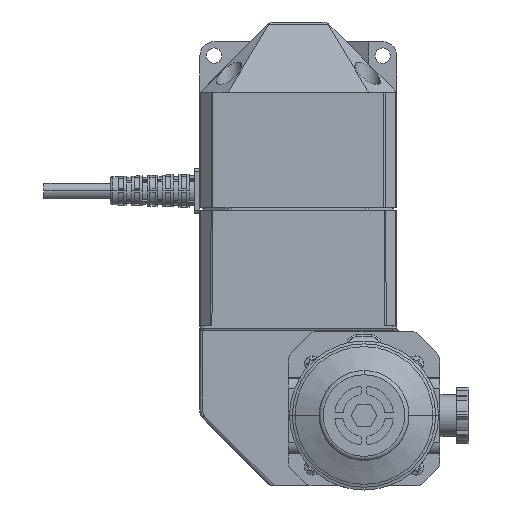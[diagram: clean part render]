
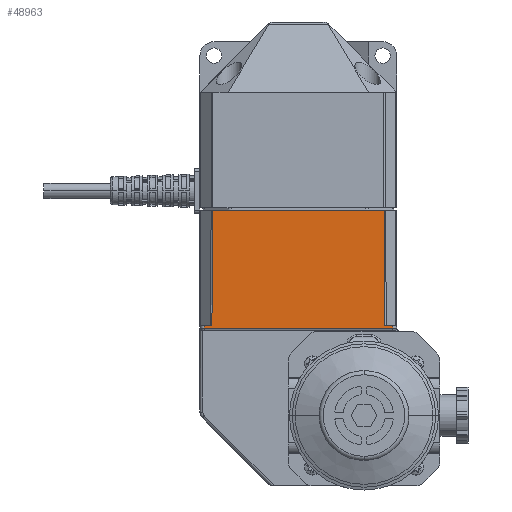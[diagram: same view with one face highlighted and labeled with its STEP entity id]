
A CAD part, left-side view. The second image highlights one B-rep face of the part: STEP entity #48963.
In plain terms, the highlighted planar face has unit normal (-1, 0, 0).
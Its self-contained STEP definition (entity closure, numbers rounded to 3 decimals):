
#688 = DIRECTION ( 'NONE',  ( 0., 0.005, 1. ) ) ;
#689 = VECTOR ( 'NONE', #688, 1000. ) ;
#690 = CARTESIAN_POINT ( 'NONE',  ( -86.567, 82.907, 43.913 ) ) ;
#691 = LINE ( 'NONE', #690, #689 ) ;
#693 = CARTESIAN_POINT ( 'NONE',  ( -86.567, 82.707, 3. ) ) ;
#694 = DIRECTION ( 'NONE',  ( 0., -1., 0. ) ) ;
#695 = VECTOR ( 'NONE', #694, 1000. ) ;
#696 = CARTESIAN_POINT ( 'NONE',  ( -86.567, 82.407, 3. ) ) ;
#697 = LINE ( 'NONE', #696, #695 ) ;
#719 = DIRECTION ( 'NONE',  ( 1., 0., 0. ) ) ;
#720 = AXIS2_PLACEMENT_3D ( 'NONE', #722, #719, #782 ) ;
#721 = LINE ( 'NONE', #781, #780 ) ;
#722 = CARTESIAN_POINT ( 'NONE',  ( -86.567, 65.107, 44. ) ) ;
#723 = PLANE ( 'NONE',  #720 ) ;
#724 = FACE_OUTER_BOUND ( 'NONE', #48967, .T. ) ;
#736 = DIRECTION ( 'NONE',  ( 0., -1., 0. ) ) ;
#737 = VECTOR ( 'NONE', #736, 1000. ) ;
#738 = CARTESIAN_POINT ( 'NONE',  ( -86.567, 144.507, 3. ) ) ;
#739 = LINE ( 'NONE', #738, #737 ) ;
#740 = CARTESIAN_POINT ( 'NONE',  ( -86.567, 144.208, 3. ) ) ;
#741 = DIRECTION ( 'NONE',  ( 0., 0.005, -1. ) ) ;
#742 = VECTOR ( 'NONE', #741, 1000. ) ;
#743 = CARTESIAN_POINT ( 'NONE',  ( -86.567, 144.005, 44.386 ) ) ;
#744 = LINE ( 'NONE', #743, #742 ) ;
#745 = CARTESIAN_POINT ( 'NONE',  ( -86.567, 144.007, 44. ) ) ;
#746 = DIRECTION ( 'NONE',  ( 0., -1., 0. ) ) ;
#747 = VECTOR ( 'NONE', #746, 1000. ) ;
#748 = CARTESIAN_POINT ( 'NONE',  ( -86.567, 65.107, 44. ) ) ;
#749 = LINE ( 'NONE', #748, #747 ) ;
#750 = CARTESIAN_POINT ( 'NONE',  ( -86.567, 82.907, 44. ) ) ;
#767 = CARTESIAN_POINT ( 'NONE',  ( -86.567, 79.957, 3. ) ) ;
#768 = DIRECTION ( 'NONE',  ( 0., 0., 1. ) ) ;
#769 = VECTOR ( 'NONE', #768, 1000. ) ;
#770 = CARTESIAN_POINT ( 'NONE',  ( -86.567, 79.957, 44. ) ) ;
#771 = LINE ( 'NONE', #770, #769 ) ;
#772 = CARTESIAN_POINT ( 'NONE',  ( -86.567, 79.957, 2.1 ) ) ;
#773 = DIRECTION ( 'NONE',  ( 0., -1., 0. ) ) ;
#774 = VECTOR ( 'NONE', #773, 1000. ) ;
#775 = CARTESIAN_POINT ( 'NONE',  ( -86.567, 65.107, 2.1 ) ) ;
#776 = LINE ( 'NONE', #775, #774 ) ;
#777 = CARTESIAN_POINT ( 'NONE',  ( -86.567, 146.957, 2.1 ) ) ;
#778 = CARTESIAN_POINT ( 'NONE',  ( -86.567, 146.957, 3. ) ) ;
#779 = DIRECTION ( 'NONE',  ( 0., 0., -1. ) ) ;
#780 = VECTOR ( 'NONE', #779, 1000. ) ;
#781 = CARTESIAN_POINT ( 'NONE',  ( -86.567, 146.957, 44. ) ) ;
#782 = DIRECTION ( 'NONE',  ( 0., 0., -1. ) ) ;
#48932 = EDGE_CURVE ( 'NONE', #48933, #48982, #697, .T. ) ;
#48933 = VERTEX_POINT ( 'NONE', #693 ) ;
#48934 = ORIENTED_EDGE ( 'NONE', *, *, #48936, .T. ) ;
#48936 = EDGE_CURVE ( 'NONE', #48933, #48939, #691, .T. ) ;
#48939 = VERTEX_POINT ( 'NONE', #750 ) ;
#48941 = ORIENTED_EDGE ( 'NONE', *, *, #48942, .F. ) ;
#48942 = EDGE_CURVE ( 'NONE', #48943, #48939, #749, .T. ) ;
#48943 = VERTEX_POINT ( 'NONE', #745 ) ;
#48944 = ORIENTED_EDGE ( 'NONE', *, *, #48946, .T. ) ;
#48946 = EDGE_CURVE ( 'NONE', #48943, #48947, #744, .T. ) ;
#48947 = VERTEX_POINT ( 'NONE', #740 ) ;
#48949 = ORIENTED_EDGE ( 'NONE', *, *, #48951, .F. ) ;
#48951 = EDGE_CURVE ( 'NONE', #48971, #48947, #739, .T. ) ;
#48963 = ADVANCED_FACE ( 'NONE', ( #724 ), #723, .F. ) ;
#48967 = EDGE_LOOP ( 'NONE', ( #48969, #48975, #48980, #49082, #48934, #48941, #48944, #48949 ) ) ;
#48969 = ORIENTED_EDGE ( 'NONE', *, *, #48970, .T. ) ;
#48970 = EDGE_CURVE ( 'NONE', #48971, #48973, #721, .T. ) ;
#48971 = VERTEX_POINT ( 'NONE', #778 ) ;
#48973 = VERTEX_POINT ( 'NONE', #777 ) ;
#48975 = ORIENTED_EDGE ( 'NONE', *, *, #48978, .T. ) ;
#48978 = EDGE_CURVE ( 'NONE', #48973, #48979, #776, .T. ) ;
#48979 = VERTEX_POINT ( 'NONE', #772 ) ;
#48980 = ORIENTED_EDGE ( 'NONE', *, *, #48981, .T. ) ;
#48981 = EDGE_CURVE ( 'NONE', #48979, #48982, #771, .T. ) ;
#48982 = VERTEX_POINT ( 'NONE', #767 ) ;
#49082 = ORIENTED_EDGE ( 'NONE', *, *, #48932, .F. ) ;
